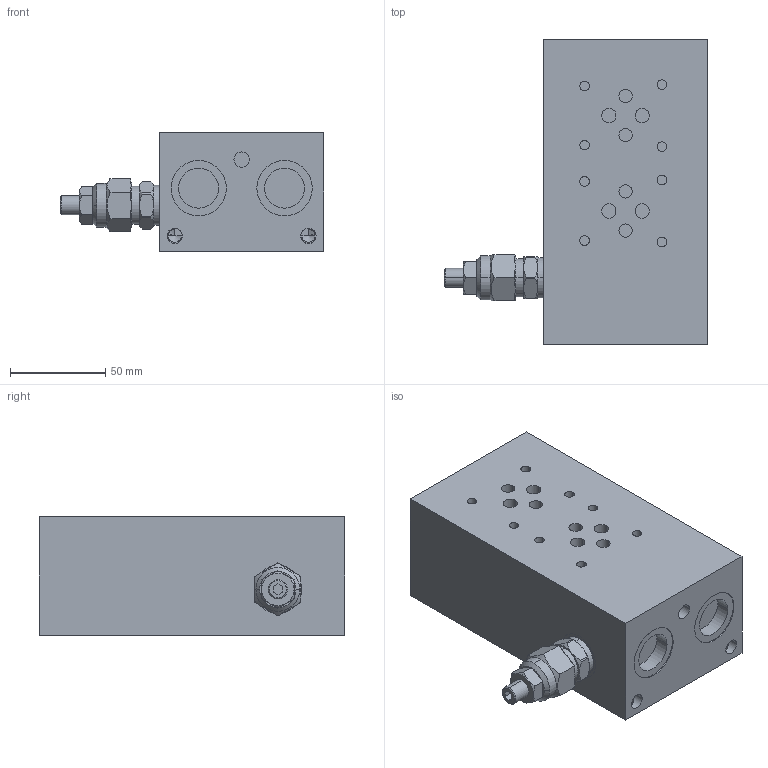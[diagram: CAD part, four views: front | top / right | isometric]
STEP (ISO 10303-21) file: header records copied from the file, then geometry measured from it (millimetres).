
FILE_DESCRIPTION( ( 'STEP AP214' ), '1' );
FILE_NAME( 'tmp0.step', '2010-04-14T15:31:43', ( ' ' ), ( ' ' ), 'XStep 1.0', ' ', ' ' );
FILE_SCHEMA( ( 'automotive_design' ) );
Length unit declared in the file: millimetre
Products named in the file (2): 1; 2
Bounding box: 138 x 160 x 62 mm (x, y, z)
Volume: 839455.7 mm3; surface area: 71967.8 mm2
Topology: 2 solids, 2 shells, 293 faces, 692 edges, 428 vertices
Faces by surface type: plane 129, cylinder 116, cone 48
Entity records: 16162 total; most frequent: CARTESIAN_POINT 1563, DIRECTION 1486, STYLED_ITEM 1395, PRESENTATION_STYLE_ASSIGNMENT 1395, COLOUR_RGB 1395, ORIENTED_EDGE 1344, EDGE_CURVE 672, CURVE_STYLE 672
